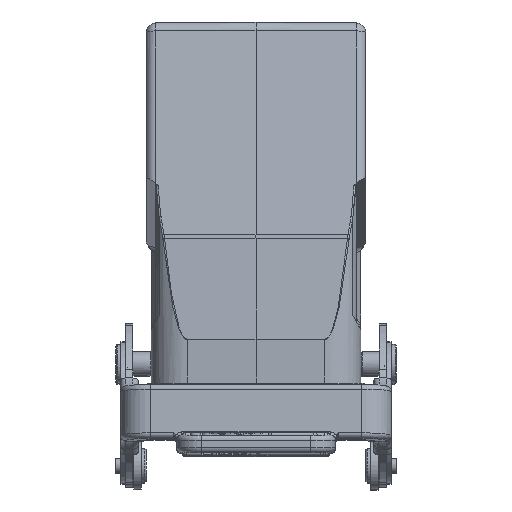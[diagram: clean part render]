
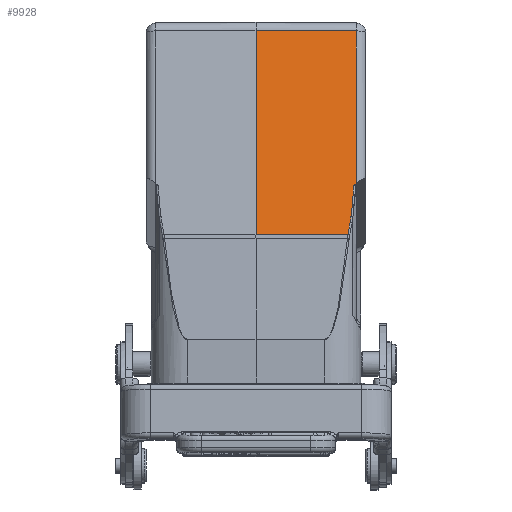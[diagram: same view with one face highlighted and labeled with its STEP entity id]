
A CAD part, top view. The second image highlights one B-rep face of the part: STEP entity #9928.
In plain terms, the highlighted planar face has unit normal (0.009, 0.174, 0.985).
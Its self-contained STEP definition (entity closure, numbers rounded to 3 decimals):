
#7138=ELLIPSE('',#36639,40.313,7.);
#9928=ADVANCED_FACE('',(#12341),#11251,.T.);
#11251=PLANE('',#36640);
#12341=FACE_OUTER_BOUND('',#14032,.T.);
#14032=EDGE_LOOP('',(#19513,#19514,#19515,#19516,#19517,#19518,#19519));
#15497=CIRCLE('',#36637,62.334);
#19513=ORIENTED_EDGE('',*,*,#28685,.F.);
#19514=ORIENTED_EDGE('',*,*,#28682,.F.);
#19515=ORIENTED_EDGE('',*,*,#28603,.T.);
#19516=ORIENTED_EDGE('',*,*,#28687,.F.);
#19517=ORIENTED_EDGE('',*,*,#28688,.F.);
#19518=ORIENTED_EDGE('',*,*,#28391,.T.);
#19519=ORIENTED_EDGE('',*,*,#28686,.F.);
#25265=VERTEX_POINT('',#52045);
#25266=VERTEX_POINT('',#52066);
#25407=VERTEX_POINT('',#52535);
#25408=VERTEX_POINT('',#52537);
#25457=VERTEX_POINT('',#52809);
#25458=VERTEX_POINT('',#52831);
#25459=VERTEX_POINT('',#52848);
#28391=EDGE_CURVE('',#25266,#25265,#31747,.T.);
#28603=EDGE_CURVE('',#25408,#25407,#31923,.T.);
#28682=EDGE_CURVE('',#25408,#25457,#31963,.T.);
#28685=EDGE_CURVE('',#25457,#25458,#15497,.T.);
#28686=EDGE_CURVE('',#25458,#25265,#7138,.T.);
#28687=EDGE_CURVE('',#25459,#25407,#31964,.T.);
#28688=EDGE_CURVE('',#25266,#25459,#31965,.T.);
#31747=LINE('',#52065,#34133);
#31923=LINE('',#52536,#34309);
#31963=LINE('',#52808,#34349);
#31964=LINE('',#52847,#34350);
#31965=LINE('',#52849,#34351);
#34133=VECTOR('',#41289,1.);
#34309=VECTOR('',#41683,1.);
#34349=VECTOR('',#41833,1.);
#34350=VECTOR('',#41842,1.);
#34351=VECTOR('',#41843,1.);
#36637=AXIS2_PLACEMENT_3D('',#52832,#41836,#41837);
#36639=AXIS2_PLACEMENT_3D('',#52834,#41840,#41841);
#36640=AXIS2_PLACEMENT_3D('',#52850,#41844,#41845);
#41289=DIRECTION('',(1.,-0.001,-0.009));
#41683=DIRECTION('',(0.,0.985,-0.174));
#41833=DIRECTION('',(-0.762,-0.637,0.119));
#41836=DIRECTION('',(-0.009,-0.174,-0.985));
#41837=DIRECTION('',(0.,-0.985,0.174));
#41840=DIRECTION('',(-0.009,-0.174,-0.985));
#41841=DIRECTION('',(0.002,-0.985,0.174));
#41842=DIRECTION('',(1.,-0.009,-0.007));
#41843=DIRECTION('',(0.,0.985,-0.174));
#41844=DIRECTION('',(0.009,0.174,0.985));
#41845=DIRECTION('',(0.,-0.985,0.174));
#52045=CARTESIAN_POINT('',(18.848,-22.176,57.924));
#52065=CARTESIAN_POINT('',(0.017,-22.155,58.087));
#52066=CARTESIAN_POINT('',(0.,-22.155,58.087));
#52535=CARTESIAN_POINT('',(20.517,19.584,50.546));
#52536=CARTESIAN_POINT('',(20.517,-11.704,56.062));
#52537=CARTESIAN_POINT('',(20.517,-11.704,56.062));
#52808=CARTESIAN_POINT('',(20.517,-11.704,56.062));
#52809=CARTESIAN_POINT('',(19.963,-12.168,56.149));
#52831=CARTESIAN_POINT('',(19.449,-18.497,57.27));
#52832=CARTESIAN_POINT('',(-42.346,-10.389,56.388));
#52834=CARTESIAN_POINT('',(14.004,6.729,52.87));
#52847=CARTESIAN_POINT('',(-0.012,19.763,50.696));
#52848=CARTESIAN_POINT('',(0.,19.763,50.696));
#52849=CARTESIAN_POINT('',(0.,-22.153,58.087));
#52850=CARTESIAN_POINT('',(0.,21.415,50.404));
